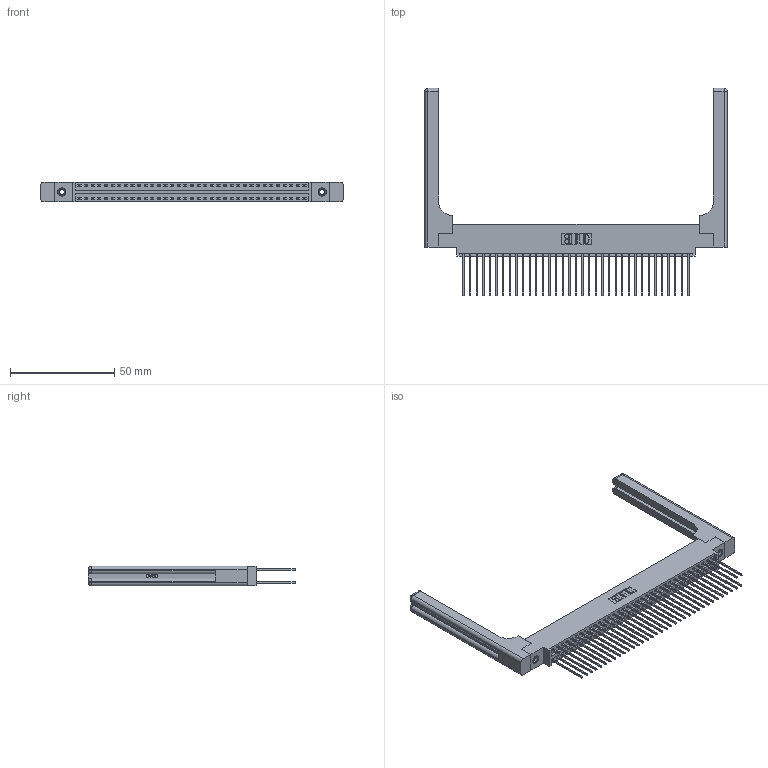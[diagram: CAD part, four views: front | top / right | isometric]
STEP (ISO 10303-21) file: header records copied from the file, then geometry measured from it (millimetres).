
FILE_DESCRIPTION (( 'STEP AP203' ), '1' );
FILE_NAME ('346-070-541-858.STEP', '2022-05-24T21:49:45', ( '' ), ( '' ), 'SwSTEP 2.0', 'SolidWorks 2020', '' );
FILE_SCHEMA (( 'CONFIG_CONTROL_DESIGN' ));
Length unit declared in the file: inch
Products named in the file (5): 345-292-001_345-293-141; 345-250-001_345-250-001-102; 346 Part_0.170 Offset - 0.156 Dia-TH; 346-070-541-858; 346-220-058_345-220-058
Assembly tree (75 placements, depth 2):
  346-070-541-858
    346 Part_0.170 Offset - 0.156 Dia-TH
    345-292-001_345-293-141  x70
    345-250-001_345-250-001-102  x2
    346-220-058_345-220-058  x2
Bounding box: 145.19 x 99.57 x 9.4 mm (x, y, z)
Volume: 21826.2 mm3; surface area: 26703.2 mm2
Topology: 75 solids, 75 shells, 4036 faces, 11893 edges, 7814 vertices
Faces by surface type: plane 2692, cylinder 1284, bspline 36, cone 12, sphere 8, torus 4
Entity records: 29532 total; most frequent: CARTESIAN_POINT 5891, ORIENTED_EDGE 4620, DIRECTION 4174, EDGE_CURVE 2310, VECTOR 1946, LINE 1946, VERTEX_POINT 1530, AXIS2_PLACEMENT_3D 1114
